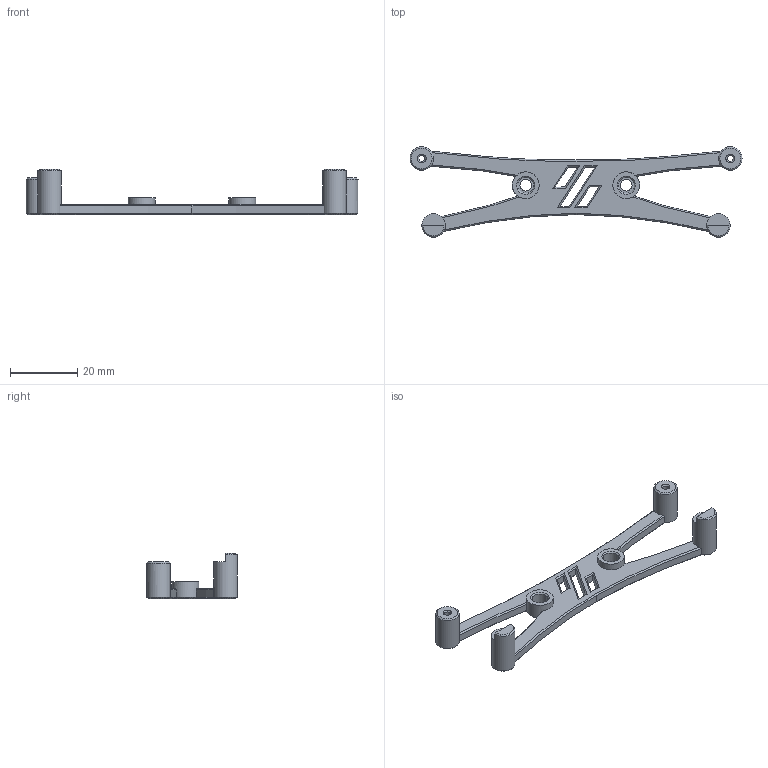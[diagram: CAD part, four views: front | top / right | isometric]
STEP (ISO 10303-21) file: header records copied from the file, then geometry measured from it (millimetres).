
FILE_DESCRIPTION(/* description */ (''),/* implementation_level */ '2;1');
FILE_NAME(/* name */ 'Klipper Expander Holder V2 v8.step',/* time_stamp */ '2022-02-14T10:04:15+00:00',/* author */ (''),/* organization */ (''),/* preprocessor_version */ 'ST-DEVELOPER v18.1',/* originating_system */ 'Autodesk Translation Framework v10.13.0.1454',/* authorisation */ '');
FILE_SCHEMA (('AUTOMOTIVE_DESIGN { 1 0 10303 214 3 1 1 }'));
Length unit declared in the file: millimetre
Products named in the file (1): Klipper Expander Holder V2
Bounding box: 99 x 27 x 13.5 mm (x, y, z)
Volume: 4639.2 mm3; surface area: 4439.5 mm2
Topology: 1 solids, 1 shells, 104 faces, 250 edges, 150 vertices
Faces by surface type: plane 50, bspline 26, cone 18, cylinder 10
Full cylindrical faces by diameter (mm): 1.8 x2, 7 x4, 8 x2
Entity records: 3649 total; most frequent: CARTESIAN_POINT 1365, ORIENTED_EDGE 500, DIRECTION 398, EDGE_CURVE 250, VERTEX_POINT 150, AXIS2_PLACEMENT_3D 133, LINE 132, VECTOR 132
